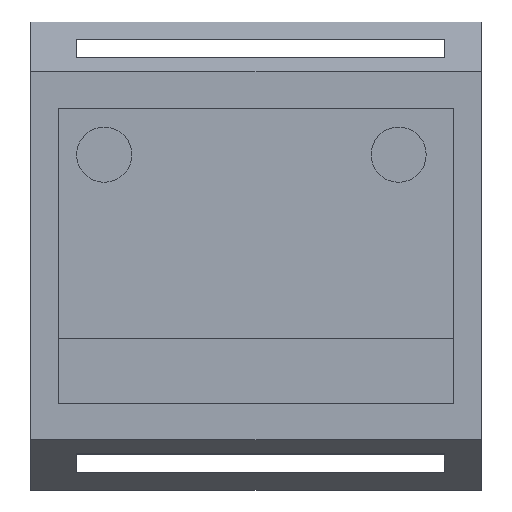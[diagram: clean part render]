
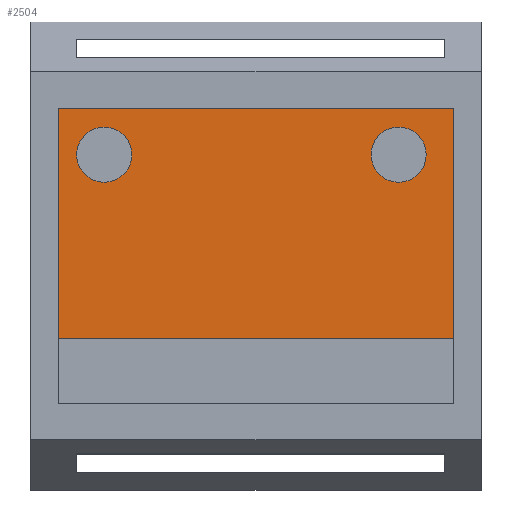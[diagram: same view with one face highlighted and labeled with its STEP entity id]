
A CAD part, top view. The second image highlights one B-rep face of the part: STEP entity #2504.
In plain terms, the highlighted planar face has unit normal (0, 0, 1).
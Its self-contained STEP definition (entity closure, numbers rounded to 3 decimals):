
#33=FACE_BOUND('',#544,.T.);
#34=FACE_BOUND('',#545,.T.);
#260=PLANE('',#2607);
#394=FACE_OUTER_BOUND('',#543,.T.);
#543=EDGE_LOOP('',(#2358,#2359,#2360,#2361));
#544=EDGE_LOOP('',(#2362));
#545=EDGE_LOOP('',(#2363));
#770=LINE('',#4538,#1025);
#794=LINE('',#4630,#1049);
#800=LINE('',#4643,#1055);
#801=LINE('',#4645,#1056);
#1025=VECTOR('',#2982,10.);
#1049=VECTOR('',#3022,10.);
#1055=VECTOR('',#3038,10.);
#1056=VECTOR('',#3041,10.);
#1057=CIRCLE('',#2521,1.5);
#1059=CIRCLE('',#2525,1.5);
#1061=VERTEX_POINT('',#3046);
#1063=VERTEX_POINT('',#3053);
#1279=VERTEX_POINT('',#4534);
#1281=VERTEX_POINT('',#4537);
#1296=VERTEX_POINT('',#4628);
#1298=VERTEX_POINT('',#4641);
#1299=EDGE_CURVE('',#1061,#1061,#1057,.T.);
#1302=EDGE_CURVE('',#1063,#1063,#1059,.T.);
#1623=EDGE_CURVE('',#1281,#1279,#770,.T.);
#1648=EDGE_CURVE('',#1296,#1279,#794,.T.);
#1654=EDGE_CURVE('',#1296,#1298,#800,.T.);
#1655=EDGE_CURVE('',#1281,#1298,#801,.T.);
#2358=ORIENTED_EDGE('',*,*,#1623,.T.);
#2359=ORIENTED_EDGE('',*,*,#1648,.F.);
#2360=ORIENTED_EDGE('',*,*,#1654,.T.);
#2361=ORIENTED_EDGE('',*,*,#1655,.F.);
#2362=ORIENTED_EDGE('',*,*,#1299,.T.);
#2363=ORIENTED_EDGE('',*,*,#1302,.T.);
#2504=ADVANCED_FACE('',(#394,#33,#34),#260,.T.);
#2521=AXIS2_PLACEMENT_3D('',#3047,#2613,#2614);
#2525=AXIS2_PLACEMENT_3D('',#3054,#2622,#2623);
#2607=AXIS2_PLACEMENT_3D('',#4644,#3039,#3040);
#2613=DIRECTION('center_axis',(0.,0.,-1.));
#2614=DIRECTION('ref_axis',(-1.,0.,0.));
#2622=DIRECTION('center_axis',(0.,0.,-1.));
#2623=DIRECTION('ref_axis',(-1.,0.,0.));
#2982=DIRECTION('',(-1.,0.,0.));
#3022=DIRECTION('',(0.,1.,0.));
#3038=DIRECTION('',(1.,0.,0.));
#3039=DIRECTION('center_axis',(0.,0.,1.));
#3040=DIRECTION('ref_axis',(1.,0.,0.));
#3041=DIRECTION('',(0.,-1.,0.));
#3046=CARTESIAN_POINT('',(28.5,12.,2.2));
#3047=CARTESIAN_POINT('Origin',(27.,12.,2.2));
#3053=CARTESIAN_POINT('',(12.5,12.,2.2));
#3054=CARTESIAN_POINT('Origin',(11.,12.,2.2));
#4534=CARTESIAN_POINT('',(8.5,14.5,2.2));
#4537=CARTESIAN_POINT('',(30.,14.5,2.2));
#4538=CARTESIAN_POINT('',(25.375,14.5,2.2));
#4628=CARTESIAN_POINT('',(8.5,2.,2.2));
#4630=CARTESIAN_POINT('',(8.5,3.25,2.2));
#4641=CARTESIAN_POINT('',(30.,2.,2.2));
#4643=CARTESIAN_POINT('',(30.,2.,2.2));
#4644=CARTESIAN_POINT('Origin',(19.25,8.5,2.2));
#4645=CARTESIAN_POINT('',(30.,11.75,2.2));
